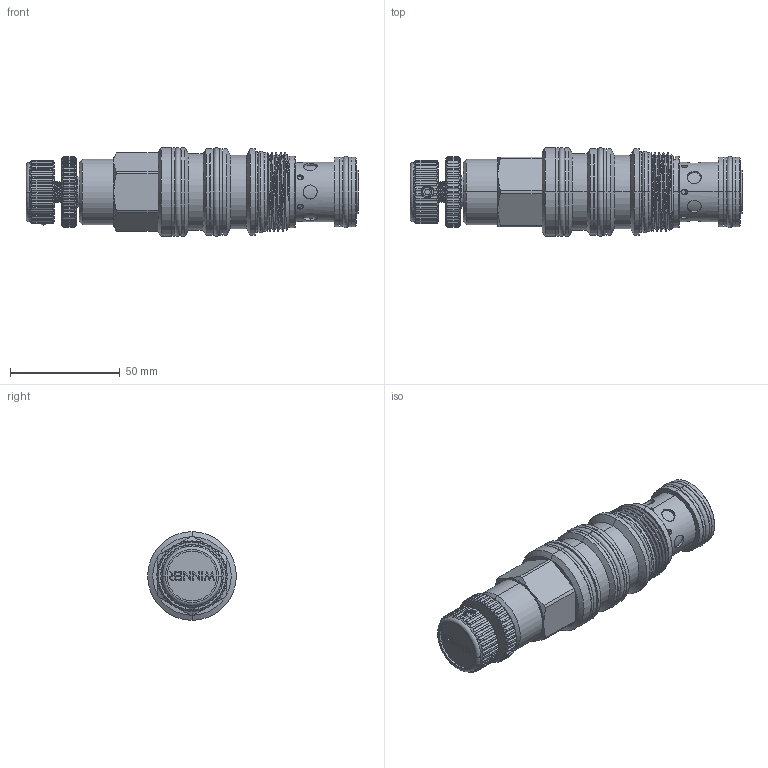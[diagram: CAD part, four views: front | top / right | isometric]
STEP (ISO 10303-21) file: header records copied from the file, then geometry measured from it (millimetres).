
FILE_DESCRIPTION (( 'STEP AP203' ), '1' );
FILE_NAME ('CW23A4B(4E)-K.STEP', '2021-06-28T01:48:35', ( '' ), ( '' ), 'SwSTEP 2.0', 'SolidWorks 2018', '' );
FILE_SCHEMA (( 'CONFIG_CONTROL_DESIGN' ));
Length unit declared in the file: millimetre
Products named in the file (1): CW23A4B(4E)-K
Bounding box: 151.45 x 40.46 x 40.46 mm (x, y, z)
Volume: 125883.1 mm3; surface area: 30526.8 mm2
Topology: 4 solids, 4 shells, 596 faces, 1534 edges, 995 vertices
Faces by surface type: cylinder 385, plane 132, cone 46, torus 16, bspline 14, sphere 3
Entity records: 28339 total; most frequent: CARTESIAN_POINT 14273, ORIENTED_EDGE 3064, DIRECTION 2731, EDGE_CURVE 1532, AXIS2_PLACEMENT_3D 1046, VERTEX_POINT 994, EDGE_LOOP 652, LINE 639
